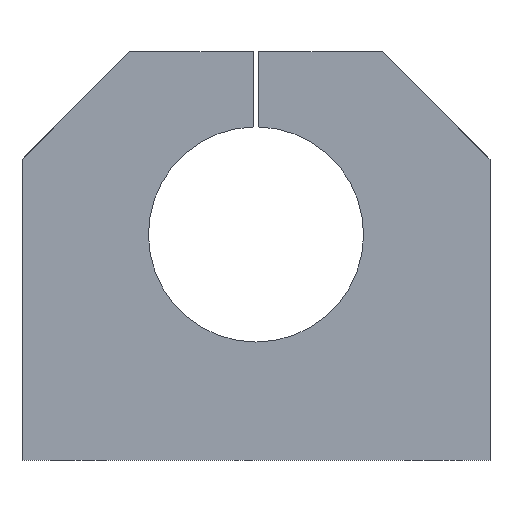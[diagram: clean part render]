
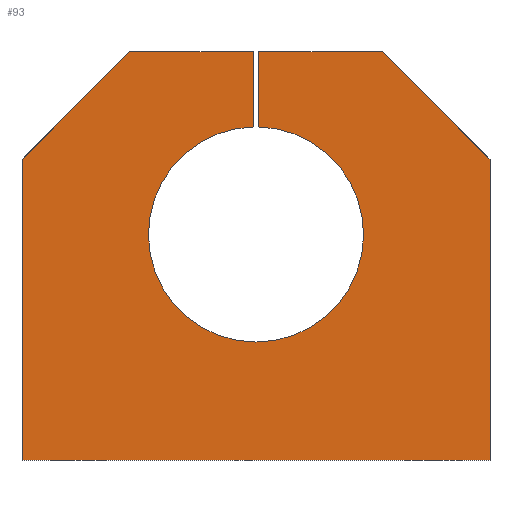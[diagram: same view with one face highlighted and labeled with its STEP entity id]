
A CAD part, front view. The second image highlights one B-rep face of the part: STEP entity #93.
In plain terms, the highlighted planar face has unit normal (0, -1, 0).
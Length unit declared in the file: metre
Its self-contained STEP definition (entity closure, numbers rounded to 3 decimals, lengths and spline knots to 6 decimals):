
#93 = ADVANCED_FACE( '', ( #198 ), #199, .F. );
#198 = FACE_OUTER_BOUND( '', #307, .T. );
#199 = PLANE( '', #308 );
#307 = EDGE_LOOP( '', ( #506, #507, #508, #509, #510, #511, #512, #513, #514, #515 ) );
#308 = AXIS2_PLACEMENT_3D( '', #516, #517, #518 );
#506 = ORIENTED_EDGE( '', *, *, #602, .T. );
#507 = ORIENTED_EDGE( '', *, *, #650, .F. );
#508 = ORIENTED_EDGE( '', *, *, #578, .F. );
#509 = ORIENTED_EDGE( '', *, *, #628, .F. );
#510 = ORIENTED_EDGE( '', *, *, #585, .F. );
#511 = ORIENTED_EDGE( '', *, *, #608, .F. );
#512 = ORIENTED_EDGE( '', *, *, #642, .F. );
#513 = ORIENTED_EDGE( '', *, *, #633, .F. );
#514 = ORIENTED_EDGE( '', *, *, #652, .T. );
#515 = ORIENTED_EDGE( '', *, *, #639, .T. );
#516 = CARTESIAN_POINT( '', ( -0.0435, -0.02, 0. ) );
#517 = DIRECTION( '', ( 0., 1., 0. ) );
#518 = DIRECTION( '', ( 0., 0., 1. ) );
#578 = EDGE_CURVE( '', #668, #670, #671, .T. );
#585 = EDGE_CURVE( '', #681, #683, #684, .T. );
#602 = EDGE_CURVE( '', #713, #711, #714, .T. );
#608 = EDGE_CURVE( '', #721, #681, #723, .T. );
#628 = EDGE_CURVE( '', #683, #668, #751, .T. );
#633 = EDGE_CURVE( '', #755, #757, #758, .T. );
#639 = EDGE_CURVE( '', #765, #713, #766, .T. );
#642 = EDGE_CURVE( '', #757, #721, #769, .T. );
#650 = EDGE_CURVE( '', #670, #711, #781, .T. );
#652 = EDGE_CURVE( '', #755, #765, #783, .T. );
#668 = VERTEX_POINT( '', #802 );
#670 = VERTEX_POINT( '', #805 );
#671 = LINE( '', #806, #807 );
#681 = VERTEX_POINT( '', #819 );
#683 = VERTEX_POINT( '', #822 );
#684 = LINE( '', #823, #824 );
#711 = VERTEX_POINT( '', #861 );
#713 = VERTEX_POINT( '', #864 );
#714 = LINE( '', #865, #866 );
#721 = VERTEX_POINT( '', #876 );
#723 = LINE( '', #879, #880 );
#751 = LINE( '', #918, #919 );
#755 = VERTEX_POINT( '', #924 );
#757 = VERTEX_POINT( '', #927 );
#758 = LINE( '', #928, #929 );
#765 = VERTEX_POINT( '', #939 );
#766 = CIRCLE( '', #940, 0.02 );
#769 = LINE( '', #944, #945 );
#781 = LINE( '', #1058, #1059 );
#783 = LINE( '', #1061, #1062 );
#802 = CARTESIAN_POINT( '', ( -0.0435, -0.02, 0.056 ) );
#805 = CARTESIAN_POINT( '', ( -0.0235, -0.02, 0.076 ) );
#806 = CARTESIAN_POINT( '', ( -0.0435, -0.02, 0.056 ) );
#807 = VECTOR( '', #1079, 1. );
#819 = CARTESIAN_POINT( '', ( 0.0435, -0.02, 0. ) );
#822 = CARTESIAN_POINT( '', ( -0.0435, -0.02, 0. ) );
#823 = CARTESIAN_POINT( '', ( 0.0435, -0.02, 0. ) );
#824 = VECTOR( '', #1089, 1. );
#861 = CARTESIAN_POINT( '', ( -0.0005, -0.02, 0.076 ) );
#864 = CARTESIAN_POINT( '', ( -0.0005, -0.02, 0.061994 ) );
#865 = CARTESIAN_POINT( '', ( -0.0005, -0.02, 0.042 ) );
#866 = VECTOR( '', #1107, 1. );
#876 = CARTESIAN_POINT( '', ( 0.0435, -0.02, 0.056 ) );
#879 = CARTESIAN_POINT( '', ( 0.0435, -0.02, 0.056 ) );
#880 = VECTOR( '', #1112, 1. );
#918 = CARTESIAN_POINT( '', ( -0.0435, -0.02, 0. ) );
#919 = VECTOR( '', #1132, 1. );
#924 = CARTESIAN_POINT( '', ( 0.0005, -0.02, 0.076 ) );
#927 = CARTESIAN_POINT( '', ( 0.0235, -0.02, 0.076 ) );
#928 = CARTESIAN_POINT( '', ( -0.0235, -0.02, 0.076 ) );
#929 = VECTOR( '', #1135, 1. );
#939 = CARTESIAN_POINT( '', ( 0.0005, -0.02, 0.061994 ) );
#940 = AXIS2_PLACEMENT_3D( '', #1139, #1140, #1141 );
#944 = CARTESIAN_POINT( '', ( 0.0235, -0.02, 0.076 ) );
#945 = VECTOR( '', #1143, 1. );
#1058 = CARTESIAN_POINT( '', ( -0.0235, -0.02, 0.076 ) );
#1059 = VECTOR( '', #1153, 1. );
#1061 = CARTESIAN_POINT( '', ( 0.0005, -0.02, 0.076 ) );
#1062 = VECTOR( '', #1154, 1. );
#1079 = DIRECTION( '', ( 0.707, 0., 0.707 ) );
#1089 = DIRECTION( '', ( -1., 0., 0. ) );
#1107 = DIRECTION( '', ( 0., 0., 1. ) );
#1112 = DIRECTION( '', ( 0., 0., -1. ) );
#1132 = DIRECTION( '', ( 0., 0., 1. ) );
#1135 = DIRECTION( '', ( 1., 0., 0. ) );
#1139 = CARTESIAN_POINT( '', ( 0., -0.02, 0.042 ) );
#1140 = DIRECTION( '', ( 0., 1., 0. ) );
#1141 = DIRECTION( '', ( 1., 0., 0. ) );
#1143 = DIRECTION( '', ( 0.707, 0., -0.707 ) );
#1153 = DIRECTION( '', ( 1., 0., 0. ) );
#1154 = DIRECTION( '', ( 0., 0., -1. ) );
